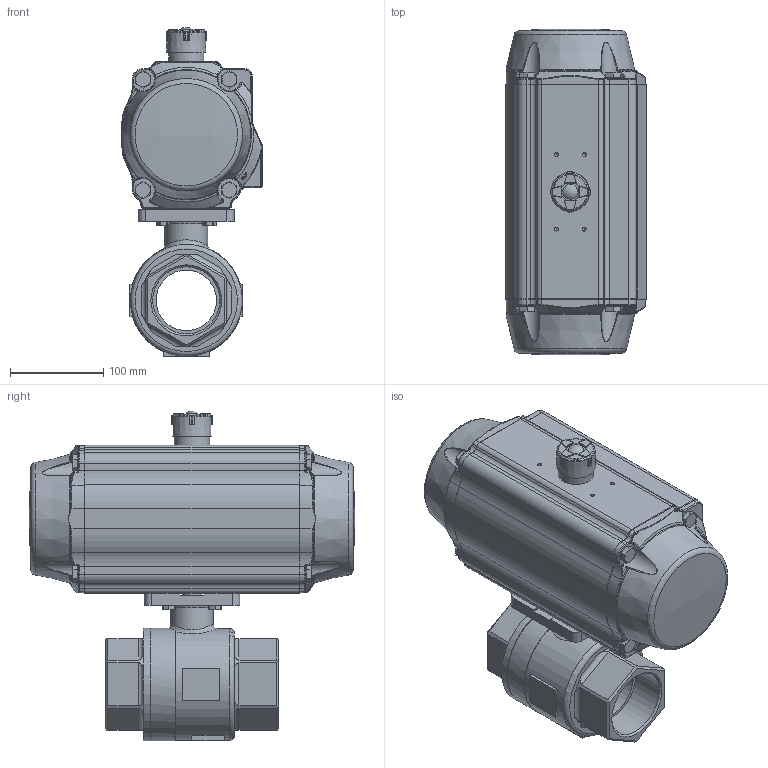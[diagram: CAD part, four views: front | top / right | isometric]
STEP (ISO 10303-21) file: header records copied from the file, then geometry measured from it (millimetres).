
FILE_DESCRIPTION(/* description */ ('Unknown','CAx-IF Rec.Pracs.---Representation and Presentation of Product Manufacturing Information (PMI)---4.0---2014-10-13','CAx-IF Rec.Pracs.---3D Tessellated Geometry---0.4---2014-09-14','2;1'),/* implementation_level */ '2;1');
FILE_NAME(/* name */ 'FR06 9768-10',/* time_stamp */ '2023-11-23T11:45:31+01:00',/* author */ ('Unknown'),/* organization */ ('Unknown'),/* preprocessor_version */ 'ST-DEVELOPER v18.102',/* originating_system */ 'Solid Edge',/* authorisation */ 'Unknown');
FILE_SCHEMA (('AP242_MANAGED_MODEL_BASED_3D_ENGINEERING_MIM_LF { 1 0 10303 442 1 1 4 }'));
Length unit declared in the file: millimetre
Products named in the file (11): FR248-8.550.065; 8.550.065; DIN933_M8x25; DW07_FR06_(DW333_FR248); KP-125; ָʾ; 硌尨釱; 硌尨梓尨_酴伎; 指示标示(黄色）_红色; cup head nib bolts with large head gb_GB_FASTENER_BOLT_CHNBW M6X25-N; hexagon head bolts--product grade c gb_GB_FASTENER_BOLT_HHBC M10X45-N
Assembly tree (22 placements, depth 4):
  FR248-8.550.065
    8.550.065
    DIN933_M8x25  x4
    DW07_FR06_(DW333_FR248)
      KP-125
      ָʾ
        硌尨釱
        硌尨梓尨_酴伎  x2
        指示标示(黄色）_红色  x2
      cup head nib bolts with large head gb_GB_FASTENER_BOLT_CHNBW M6X25-N
      hexagon head bolts--product grade c gb_GB_FASTENER_BOLT_HHBC M10X45-N  x8
Bounding box: 151 x 349.9 x 353.9 mm (x, y, z)
Volume: 7732658 mm3; surface area: 411215.7 mm2
Topology: 20 solids, 20 shells, 1286 faces, 3004 edges, 1787 vertices
Faces by surface type: plane 409, cylinder 347, bspline 233, cone 155, torus 123, sphere 19
Full cylindrical faces by diameter (mm): 3 x16, 3.3 x8, 4.2 x8, 4.66 x1, 5 x1, 6 x1, 6.2 x1, 6.8 x4, 8 x4, 8.5 x12, 9 x4, 10 x12, 11.8 x2, 21 x1, 32 x1, 38 x1, 38.5 x1, 46 x2, 65 x1, 72.226 x2, 120 x2, 121 x2
Entity records: 36679 total; most frequent: CARTESIAN_POINT 14976, ORIENTED_EDGE 4210, DIRECTION 4120, EDGE_CURVE 2105, AXIS2_PLACEMENT_3D 1662, VERTEX_POINT 1328, FACE_BOUND 1159, EDGE_LOOP 1136
